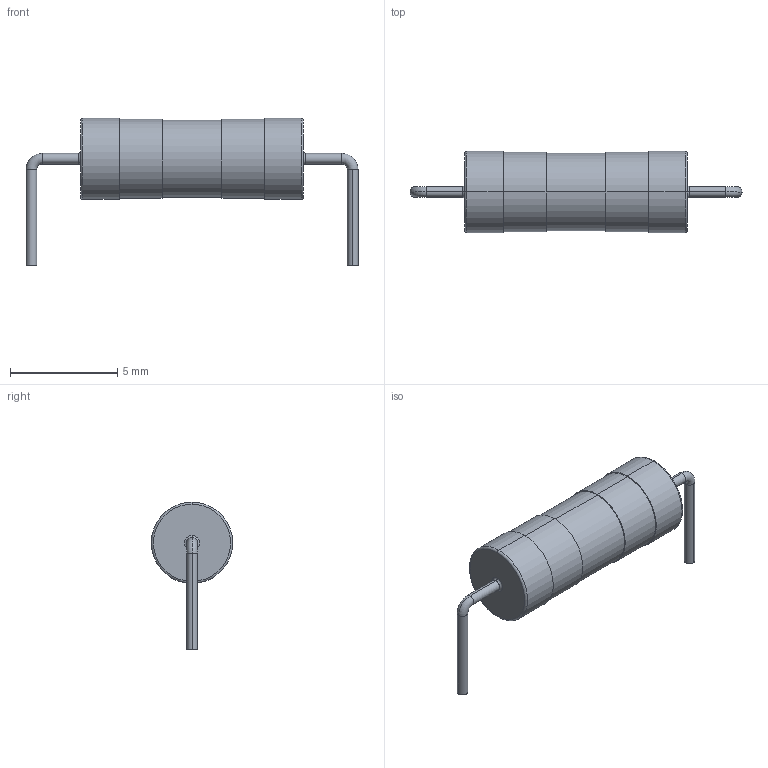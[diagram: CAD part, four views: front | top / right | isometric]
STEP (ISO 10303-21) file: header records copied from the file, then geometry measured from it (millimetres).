
FILE_DESCRIPTION (( 'STEP AP214' ), '1' );
FILE_NAME ('User Library-Fuse Axial 15 mm.STEP', '2018-08-02T17:45:54', ( '' ), ( '' ), 'SwSTEP 2.0', 'SolidWorks 2018', '' );
FILE_SCHEMA (( 'AUTOMOTIVE_DESIGN' ));
Length unit declared in the file: millimetre
Products named in the file (1): User Library-Fuse Axial 15 mm
Bounding box: 15.5 x 3.8 x 6.9 mm (x, y, z)
Volume: 115.2 mm3; surface area: 167.2 mm2
Topology: 1 solids, 1 shells, 38 faces, 76 edges, 46 vertices
Faces by surface type: cylinder 18, torus 12, plane 8
Entity records: 1458 total; most frequent: DIRECTION 212, CARTESIAN_POINT 161, ORIENTED_EDGE 152, AXIS2_PLACEMENT_3D 97, EDGE_CURVE 76, CIRCLE 58, VERTEX_POINT 46, EDGE_LOOP 44
